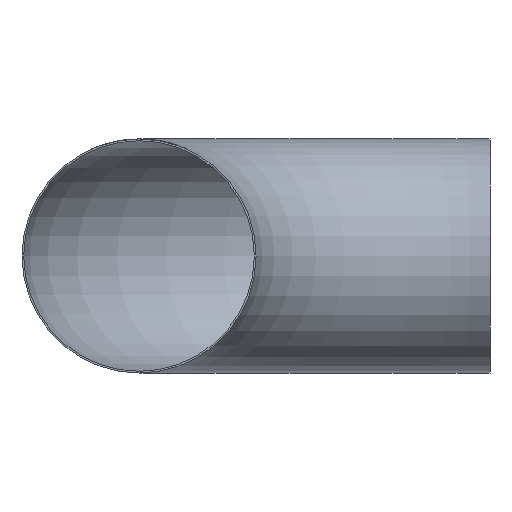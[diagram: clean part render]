
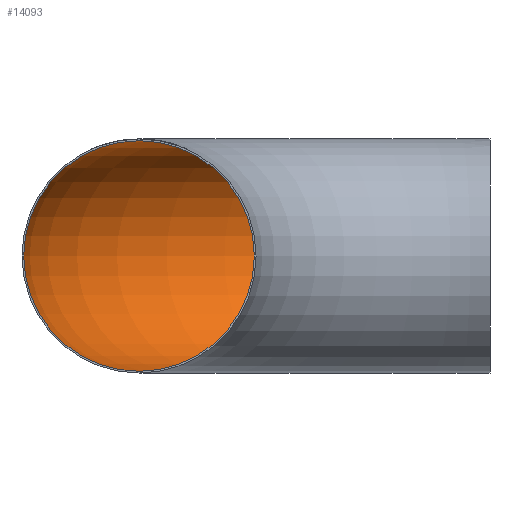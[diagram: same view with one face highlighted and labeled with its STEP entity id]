
A CAD part, front view. The second image highlights one B-rep face of the part: STEP entity #14093.
In plain terms, the highlighted toroidal (fillet/blend) face has major radius 1219 mm and minor radius 400.4 mm.
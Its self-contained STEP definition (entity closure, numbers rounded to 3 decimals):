
#50 = EDGE_LOOP ( 'NONE', ( #46762 ) ) ;
#3463 = CARTESIAN_POINT ( 'NONE',  ( -1219., 0., 400.4 ) ) ;
#3966 = CARTESIAN_POINT ( 'NONE',  ( 0., 1219., 0. ) ) ;
#4445 = DIRECTION ( 'NONE',  ( 0., 1., 0. ) ) ;
#5854 = CIRCLE ( 'NONE', #44260, 400.4 ) ;
#7828 = CARTESIAN_POINT ( 'NONE',  ( -1219., 0., 0. ) ) ;
#8526 = TOROIDAL_SURFACE ( 'NONE', #25495, 1219., 400.4 ) ;
#9410 = FACE_OUTER_BOUND ( 'NONE', #50, .T. ) ;
#11903 = CIRCLE ( 'NONE', #28835, 400.4 ) ;
#14093 = ADVANCED_FACE ( 'NONE', ( #45783, #9410 ), #8526, .F. ) ;
#14548 = VERTEX_POINT ( 'NONE', #3463 ) ;
#17774 = EDGE_LOOP ( 'NONE', ( #36602 ) ) ;
#22089 = DIRECTION ( 'NONE',  ( 0., 0., 1. ) ) ;
#24406 = DIRECTION ( 'NONE',  ( 1., 0., 0. ) ) ;
#25495 = AXIS2_PLACEMENT_3D ( 'NONE', #34950, #35655, #27726 ) ;
#27726 = DIRECTION ( 'NONE',  ( -1., 0., 0. ) ) ;
#28835 = AXIS2_PLACEMENT_3D ( 'NONE', #3966, #24406, #35921 ) ;
#32837 = EDGE_CURVE ( 'NONE', #35994, #35994, #11903, .T. ) ;
#34950 = CARTESIAN_POINT ( 'NONE',  ( 0., 0., 0. ) ) ;
#35655 = DIRECTION ( 'NONE',  ( 0., 0., -1. ) ) ;
#35921 = DIRECTION ( 'NONE',  ( 0., 1., 0. ) ) ;
#35994 = VERTEX_POINT ( 'NONE', #43443 ) ;
#36602 = ORIENTED_EDGE ( 'NONE', *, *, #32837, .T. ) ;
#39603 = EDGE_CURVE ( 'NONE', #14548, #14548, #5854, .T. ) ;
#43443 = CARTESIAN_POINT ( 'NONE',  ( 0., 1619.4, 0. ) ) ;
#44260 = AXIS2_PLACEMENT_3D ( 'NONE', #7828, #4445, #22089 ) ;
#45783 = FACE_OUTER_BOUND ( 'NONE', #17774, .T. ) ;
#46762 = ORIENTED_EDGE ( 'NONE', *, *, #39603, .F. ) ;
